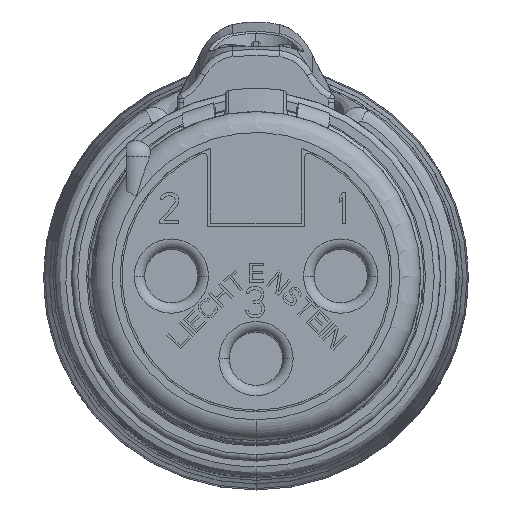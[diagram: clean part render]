
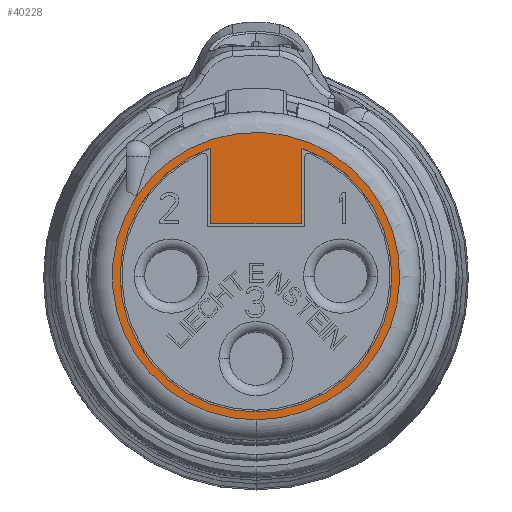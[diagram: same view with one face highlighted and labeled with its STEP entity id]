
A CAD part, top view. The second image highlights one B-rep face of the part: STEP entity #40228.
In plain terms, the highlighted planar face has unit normal (0, 0, 1).
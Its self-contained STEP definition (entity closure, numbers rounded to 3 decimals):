
#12050=CARTESIAN_POINT('',(0.,0.,15.7));
#12051=DIRECTION('',(0.,0.,1.));
#12052=DIRECTION('',(0.,-1.,0.));
#12053=AXIS2_PLACEMENT_3D('',#12050,#12051,#12052);
#12084=CARTESIAN_POINT('',(0.,0.,15.7));
#12085=DIRECTION('',(0.,0.,1.));
#12086=DIRECTION('',(-0.833,0.553,0.));
#12087=AXIS2_PLACEMENT_3D('',#12084,#12085,#12086);
#12089=DIRECTION('',(-1.,0.,0.));
#12090=VECTOR('',#12089,4.14);
#12091=CARTESIAN_POINT('',(2.07,2.5,15.7));
#12092=LINE('',#12091,#12090);
#12235=CARTESIAN_POINT('',(2.07,2.5,15.7));
#12236=CARTESIAN_POINT('',(2.113,2.5,15.7));
#12237=CARTESIAN_POINT('',(2.167,2.533,15.7));
#12238=CARTESIAN_POINT('',(2.2,2.587,15.7));
#12239=CARTESIAN_POINT('',(2.2,2.63,15.7));
#12250=CARTESIAN_POINT('',(0.,0.,15.7));
#12251=DIRECTION('',(0.,0.,-1.));
#12252=DIRECTION('',(0.338,0.941,0.));
#12253=AXIS2_PLACEMENT_3D('',#12250,#12251,#12252);
#12259=DIRECTION('',(0.,1.,0.));
#12260=VECTOR('',#12259,3.486);
#12261=CARTESIAN_POINT('',(2.2,2.63,15.7));
#12262=LINE('',#12261,#12260);
#12277=DIRECTION('',(0.,1.,0.));
#12278=VECTOR('',#12277,3.486);
#12279=CARTESIAN_POINT('',(-2.2,2.63,15.7));
#12280=LINE('',#12279,#12278);
#12291=CARTESIAN_POINT('',(-2.2,2.63,15.7));
#12292=CARTESIAN_POINT('',(-2.2,2.587,15.7));
#12293=CARTESIAN_POINT('',(-2.167,2.533,15.7));
#12294=CARTESIAN_POINT('',(-2.113,2.5,15.7));
#12295=CARTESIAN_POINT('',(-2.07,2.5,15.7));
#16969=CARTESIAN_POINT('',(0.,-6.875,15.7));
#16971=VERTEX_POINT('',#16969);
#16974=CARTESIAN_POINT('',(-5.728,3.802,15.7));
#16975=VERTEX_POINT('',#16974);
#17013=VERTEX_POINT('',#12235);
#17014=VERTEX_POINT('',#12239);
#17015=VERTEX_POINT('',#12291);
#17016=VERTEX_POINT('',#12295);
#17017=CARTESIAN_POINT('',(2.2,6.116,15.7));
#17018=VERTEX_POINT('',#17017);
#17019=CARTESIAN_POINT('',(-2.2,6.116,15.7));
#17020=VERTEX_POINT('',#17019);
#40204=CARTESIAN_POINT('',(0.,0.,15.7));
#40205=DIRECTION('',(0.,0.,-1.));
#40206=DIRECTION('',(0.,-1.,0.));
#40207=AXIS2_PLACEMENT_3D('',#40204,#40205,#40206);
#40208=PLANE('',#40207);
#40209=ORIENTED_EDGE('',*,*,#40191,.F.);
#40211=ORIENTED_EDGE('',*,*,#40210,.F.);
#40212=EDGE_LOOP('',(#40209,#40211));
#40213=FACE_OUTER_BOUND('',#40212,.F.);
#40215=ORIENTED_EDGE('',*,*,#40214,.F.);
#40217=ORIENTED_EDGE('',*,*,#40216,.T.);
#40219=ORIENTED_EDGE('',*,*,#40218,.F.);
#40221=ORIENTED_EDGE('',*,*,#40220,.T.);
#40223=ORIENTED_EDGE('',*,*,#40222,.F.);
#40225=ORIENTED_EDGE('',*,*,#40224,.F.);
#40226=EDGE_LOOP('',(#40215,#40217,#40219,#40221,#40223,#40225));
#40227=FACE_BOUND('',#40226,.F.);
#40228=ADVANCED_FACE('',(#40213,#40227),#40208,.F.);
#12054=CIRCLE('',#12053,6.875);
#12088=CIRCLE('',#12087,6.875);
#12240=B_SPLINE_CURVE_WITH_KNOTS('',3,(#12235,#12236,#12237,#12238,#12239),
.UNSPECIFIED.,.F.,.F.,(4,1,4),(0.,0.5,1.),.UNSPECIFIED.);
#12254=CIRCLE('',#12253,6.5);
#12296=B_SPLINE_CURVE_WITH_KNOTS('',3,(#12291,#12292,#12293,#12294,#12295),
.UNSPECIFIED.,.F.,.F.,(4,1,4),(0.,0.5,1.),.UNSPECIFIED.);
#40191=EDGE_CURVE('',#16971,#16975,#12054,.T.);
#40210=EDGE_CURVE('',#16975,#16971,#12088,.T.);
#40214=EDGE_CURVE('',#17013,#17014,#12240,.T.);
#40216=EDGE_CURVE('',#17013,#17016,#12092,.T.);
#40218=EDGE_CURVE('',#17015,#17016,#12296,.T.);
#40220=EDGE_CURVE('',#17015,#17020,#12280,.T.);
#40222=EDGE_CURVE('',#17018,#17020,#12254,.T.);
#40224=EDGE_CURVE('',#17014,#17018,#12262,.T.);
